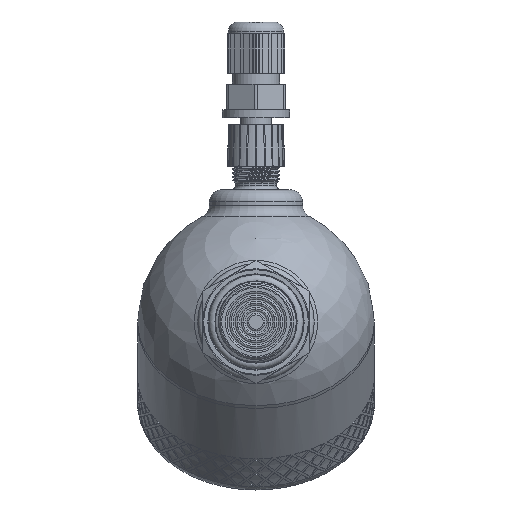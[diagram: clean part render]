
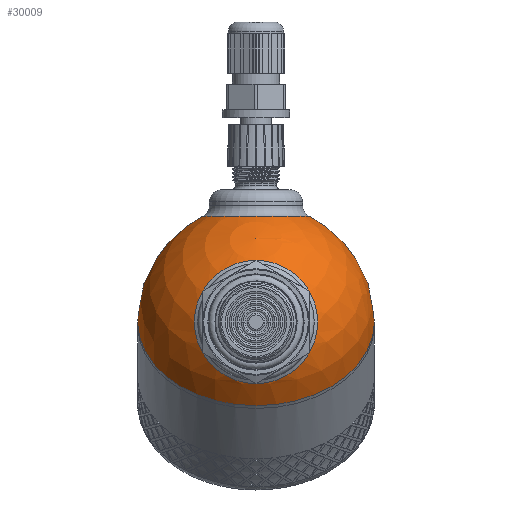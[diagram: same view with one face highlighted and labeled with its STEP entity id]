
A CAD part, left-side view. The second image highlights one B-rep face of the part: STEP entity #30009.
In plain terms, the highlighted spherical face has radius 30 mm.
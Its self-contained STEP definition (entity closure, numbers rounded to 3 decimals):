
#43=SPHERICAL_SURFACE('',#31279,30.);
#480=FACE_BOUND('',#10276,.T.);
#481=FACE_BOUND('',#10277,.T.);
#8230=FACE_OUTER_BOUND('',#10275,.T.);
#10275=EDGE_LOOP('',(#26198,#26199,#26200,#26201));
#10276=EDGE_LOOP('',(#26202));
#10277=EDGE_LOOP('',(#26203));
#11006=CIRCLE('',#31276,15.643);
#11009=CIRCLE('',#31280,30.);
#11010=CIRCLE('',#31281,30.);
#11011=CIRCLE('',#31282,30.);
#11012=CIRCLE('',#31283,13.5);
#13789=VERTEX_POINT('',#66400);
#13791=VERTEX_POINT('',#66406);
#13792=VERTEX_POINT('',#66407);
#13793=VERTEX_POINT('',#66409);
#13794=VERTEX_POINT('',#66412);
#18026=EDGE_CURVE('',#13789,#13789,#11006,.T.);
#18029=EDGE_CURVE('',#13791,#13792,#11009,.T.);
#18030=EDGE_CURVE('',#13791,#13793,#11010,.T.);
#18031=EDGE_CURVE('',#13792,#13791,#11011,.T.);
#18032=EDGE_CURVE('',#13794,#13794,#11012,.T.);
#26198=ORIENTED_EDGE('',*,*,#18029,.F.);
#26199=ORIENTED_EDGE('',*,*,#18030,.T.);
#26200=ORIENTED_EDGE('',*,*,#18030,.F.);
#26201=ORIENTED_EDGE('',*,*,#18031,.F.);
#26202=ORIENTED_EDGE('',*,*,#18026,.F.);
#26203=ORIENTED_EDGE('',*,*,#18032,.F.);
#30009=ADVANCED_FACE('',(#8230,#480,#481),#43,.T.);
#31276=AXIS2_PLACEMENT_3D('',#66401,#34322,#34323);
#31279=AXIS2_PLACEMENT_3D('',#66405,#34328,#34329);
#31280=AXIS2_PLACEMENT_3D('',#66408,#34330,#34331);
#31281=AXIS2_PLACEMENT_3D('',#66410,#34332,#34333);
#31282=AXIS2_PLACEMENT_3D('',#66411,#34334,#34335);
#31283=AXIS2_PLACEMENT_3D('',#66413,#34336,#34337);
#34322=DIRECTION('center_axis',(-0.707,0.,0.707));
#34323=DIRECTION('ref_axis',(0.707,0.,0.707));
#34328=DIRECTION('center_axis',(1.,0.,0.));
#34329=DIRECTION('ref_axis',(0.,-1.,0.));
#34330=DIRECTION('center_axis',(1.,0.,0.));
#34331=DIRECTION('ref_axis',(0.,1.,0.));
#34332=DIRECTION('center_axis',(0.,0.,1.));
#34333=DIRECTION('ref_axis',(0.,1.,0.));
#34334=DIRECTION('center_axis',(1.,0.,0.));
#34335=DIRECTION('ref_axis',(0.,1.,0.));
#34336=DIRECTION('center_axis',(-0.707,0.,-0.707));
#34337=DIRECTION('ref_axis',(-0.707,0.,0.707));
#66400=CARTESIAN_POINT('',(-29.162,0.,7.04));
#66401=CARTESIAN_POINT('Origin',(-18.101,0.,18.101));
#66405=CARTESIAN_POINT('Origin',(0.,0.,0.));
#66406=CARTESIAN_POINT('',(0.,30.,0.));
#66407=CARTESIAN_POINT('',(0.,-30.,0.));
#66408=CARTESIAN_POINT('Origin',(0.,0.,0.));
#66409=CARTESIAN_POINT('',(-30.,0.,0.));
#66410=CARTESIAN_POINT('Origin',(0.,0.,0.));
#66411=CARTESIAN_POINT('Origin',(0.,0.,0.));
#66412=CARTESIAN_POINT('',(-9.398,0.,-28.49));
#66413=CARTESIAN_POINT('Origin',(-18.944,0.,-18.944));
